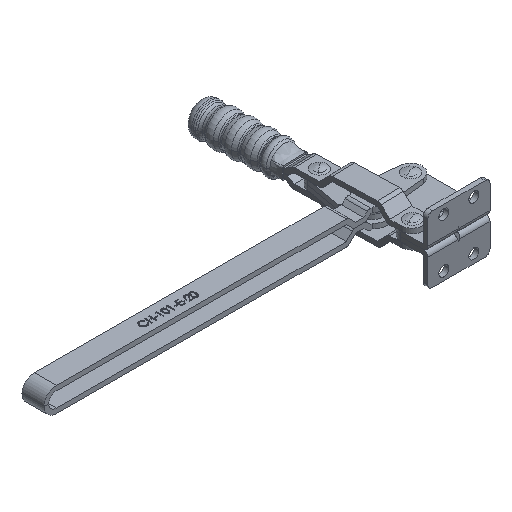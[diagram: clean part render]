
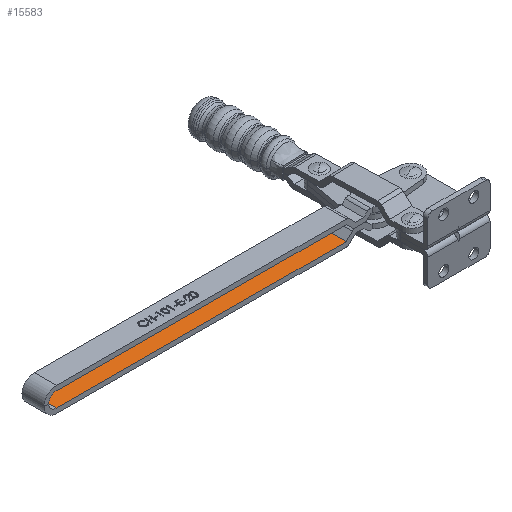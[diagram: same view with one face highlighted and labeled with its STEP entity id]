
A CAD part, isometric view. The second image highlights one B-rep face of the part: STEP entity #15583.
In plain terms, the highlighted face is planar.
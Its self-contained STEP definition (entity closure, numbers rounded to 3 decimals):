
#15579 = EDGE_CURVE ( 'NONE', #15605, #15580, #25928, .T. ) ;
#15580 = VERTEX_POINT ( 'NONE', #25920 ) ;
#15583 = ADVANCED_FACE ( 'NONE', ( #25915 ), #25914, .F. ) ;
#15584 = EDGE_LOOP ( 'NONE', ( #15585, #15586, #15589, #15645 ) ) ;
#15585 = ORIENTED_EDGE ( 'NONE', *, *, #15579, .F. ) ;
#15586 = ORIENTED_EDGE ( 'NONE', *, *, #15587, .F. ) ;
#15587 = EDGE_CURVE ( 'NONE', #15588, #15605, #25912, .T. ) ;
#15588 = VERTEX_POINT ( 'NONE', #25905 ) ;
#15589 = ORIENTED_EDGE ( 'NONE', *, *, #15590, .T. ) ;
#15590 = EDGE_CURVE ( 'NONE', #15588, #15591, #25904, .T. ) ;
#15591 = VERTEX_POINT ( 'NONE', #25900 ) ;
#15605 = VERTEX_POINT ( 'NONE', #25937 ) ;
#15645 = ORIENTED_EDGE ( 'NONE', *, *, #15646, .F. ) ;
#15646 = EDGE_CURVE ( 'NONE', #15580, #15591, #26050, .T. ) ;
#25900 = CARTESIAN_POINT ( 'NONE',  ( -237.861, 10.708, 3. ) ) ;
#25901 = DIRECTION ( 'NONE',  ( 0., 0., -1. ) ) ;
#25902 = VECTOR ( 'NONE', #25901, 1000. ) ;
#25903 = CARTESIAN_POINT ( 'NONE',  ( -237.861, 10.708, 20. ) ) ;
#25904 = LINE ( 'NONE', #25903, #25902 ) ;
#25905 = CARTESIAN_POINT ( 'NONE',  ( -237.861, 10.708, 17. ) ) ;
#25906 = DIRECTION ( 'NONE',  ( 1., 0., 0. ) ) ;
#25907 = VECTOR ( 'NONE', #25906, 1000. ) ;
#25908 = CARTESIAN_POINT ( 'NONE',  ( -54.898, 10.708, 17. ) ) ;
#25909 = DIRECTION ( 'NONE',  ( 1., 0., 0. ) ) ;
#25910 = DIRECTION ( 'NONE',  ( 0., 1., 0. ) ) ;
#25911 = AXIS2_PLACEMENT_3D ( 'NONE', #25913, #25910, #25909 ) ;
#25912 = LINE ( 'NONE', #25908, #25907 ) ;
#25913 = CARTESIAN_POINT ( 'NONE',  ( -54.898, 10.708, 20. ) ) ;
#25914 = PLANE ( 'NONE',  #25911 ) ;
#25915 = FACE_OUTER_BOUND ( 'NONE', #15584, .T. ) ;
#25920 = CARTESIAN_POINT ( 'NONE',  ( -54.898, 10.708, 3. ) ) ;
#25921 = DIRECTION ( 'NONE',  ( 0., 0., -1. ) ) ;
#25922 = VECTOR ( 'NONE', #25921, 1000. ) ;
#25923 = CARTESIAN_POINT ( 'NONE',  ( -54.898, 10.708, 20. ) ) ;
#25928 = LINE ( 'NONE', #25923, #25922 ) ;
#25937 = CARTESIAN_POINT ( 'NONE',  ( -54.898, 10.708, 17. ) ) ;
#26047 = DIRECTION ( 'NONE',  ( -1., 0., 0. ) ) ;
#26048 = VECTOR ( 'NONE', #26047, 1000. ) ;
#26049 = CARTESIAN_POINT ( 'NONE',  ( -54.898, 10.708, 3. ) ) ;
#26050 = LINE ( 'NONE', #26049, #26048 ) ;
